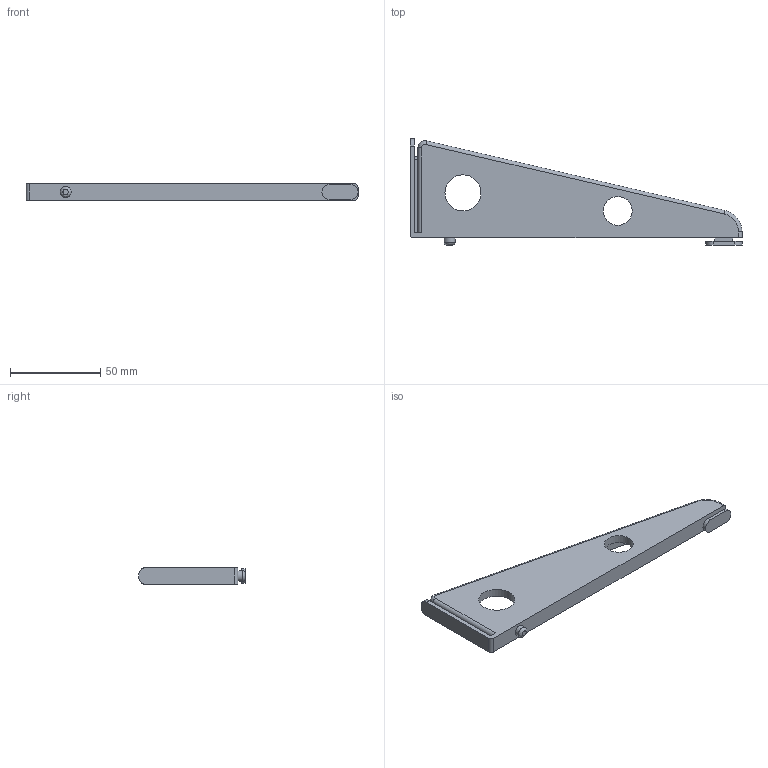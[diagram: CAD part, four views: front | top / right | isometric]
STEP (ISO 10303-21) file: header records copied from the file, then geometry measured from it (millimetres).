
FILE_DESCRIPTION(/* description */ (''),/* implementation_level */ '2;1');
FILE_NAME(/* name */ '',/* time_stamp */ '2024-12-11T17:22:34+03:00',/* author */ ('Phantom'),/* organization */ (''),/* preprocessor_version */ 'ST-DEVELOPER v20',/* originating_system */ 'Autodesk Inventor 2025',/* authorisation */ '');
FILE_SCHEMA (('AUTOMOTIVE_DESIGN { 1 0 10303 214 3 1 1 }'));
Length unit declared in the file: millimetre
Products named in the file (1): елка верочки
Bounding box: 184.4 x 59 x 9.2 mm (x, y, z)
Volume: 35310.1 mm3; surface area: 19063 mm2
Topology: 1 solids, 1 shells, 229 faces, 607 edges, 402 vertices
Faces by surface type: plane 172, bspline 33, cylinder 22, torus 2
Full cylindrical faces by diameter (mm): 6 x1, 16 x1, 20 x1
Entity records: 7350 total; most frequent: CARTESIAN_POINT 1772, ORIENTED_EDGE 1214, DIRECTION 992, EDGE_CURVE 607, LINE 496, VECTOR 496, VERTEX_POINT 402, EDGE_LOOP 255
